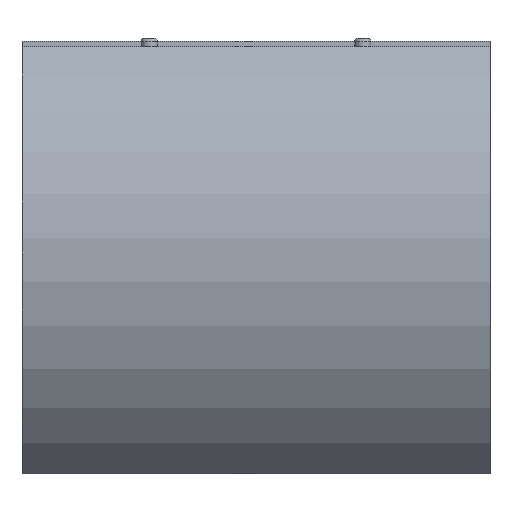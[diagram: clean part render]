
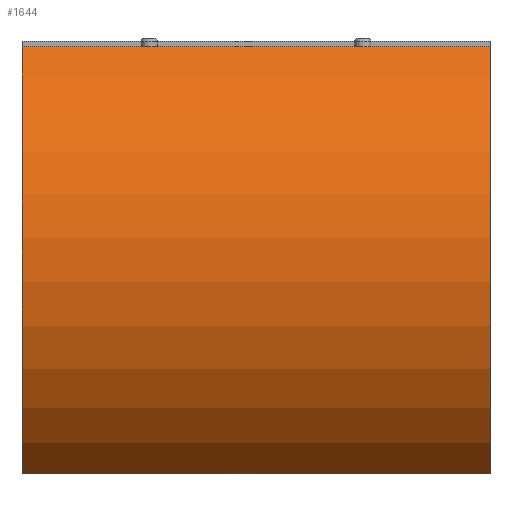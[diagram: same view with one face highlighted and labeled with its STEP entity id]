
A CAD part, front view. The second image highlights one B-rep face of the part: STEP entity #1644.
In plain terms, the highlighted cylindrical face has radius 165.627 mm (diameter 331.254 mm), a partial arc.
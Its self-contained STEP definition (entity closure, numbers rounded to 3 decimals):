
#56=LINE('',#2892,#129);
#73=LINE('',#3174,#146);
#129=VECTOR('',#2239,10.);
#146=VECTOR('',#2478,10.);
#372=CYLINDRICAL_SURFACE('',#1912,165.627);
#494=FACE_OUTER_BOUND('',#625,.T.);
#625=EDGE_LOOP('',(#1462,#1463,#1464,#1465));
#691=CIRCLE('',#1913,165.627);
#692=CIRCLE('',#1914,165.627);
#766=VERTEX_POINT('',#2890);
#767=VERTEX_POINT('',#2891);
#802=VERTEX_POINT('',#3172);
#803=VERTEX_POINT('',#3173);
#936=EDGE_CURVE('',#766,#767,#56,.T.);
#1025=EDGE_CURVE('',#802,#803,#73,.T.);
#1026=EDGE_CURVE('',#766,#803,#691,.T.);
#1027=EDGE_CURVE('',#802,#767,#692,.T.);
#1462=ORIENTED_EDGE('',*,*,#1025,.T.);
#1463=ORIENTED_EDGE('',*,*,#1026,.F.);
#1464=ORIENTED_EDGE('',*,*,#936,.T.);
#1465=ORIENTED_EDGE('',*,*,#1027,.F.);
#1644=ADVANCED_FACE('',(#494),#372,.T.);
#1912=AXIS2_PLACEMENT_3D('',#3171,#2476,#2477);
#1913=AXIS2_PLACEMENT_3D('',#3175,#2479,#2480);
#1914=AXIS2_PLACEMENT_3D('',#3176,#2481,#2482);
#2239=DIRECTION('',(-1.,0.,0.));
#2476=DIRECTION('center_axis',(1.,0.,0.));
#2477=DIRECTION('ref_axis',(0.,-0.62,0.785));
#2478=DIRECTION('',(1.,0.,0.));
#2479=DIRECTION('center_axis',(1.,0.,0.));
#2480=DIRECTION('ref_axis',(0.,-0.62,0.785));
#2481=DIRECTION('center_axis',(-1.,0.,0.));
#2482=DIRECTION('ref_axis',(0.,-0.62,0.785));
#2890=CARTESIAN_POINT('',(142.5,0.,130.));
#2891=CARTESIAN_POINT('',(-142.5,0.,130.));
#2892=CARTESIAN_POINT('',(0.,0.,130.));
#3171=CARTESIAN_POINT('Origin',(0.,102.627,0.));
#3172=CARTESIAN_POINT('',(-142.5,0.,-130.));
#3173=CARTESIAN_POINT('',(142.5,0.,-130.));
#3174=CARTESIAN_POINT('',(0.,0.,-130.));
#3175=CARTESIAN_POINT('Origin',(142.5,102.627,0.));
#3176=CARTESIAN_POINT('Origin',(-142.5,102.627,0.));
